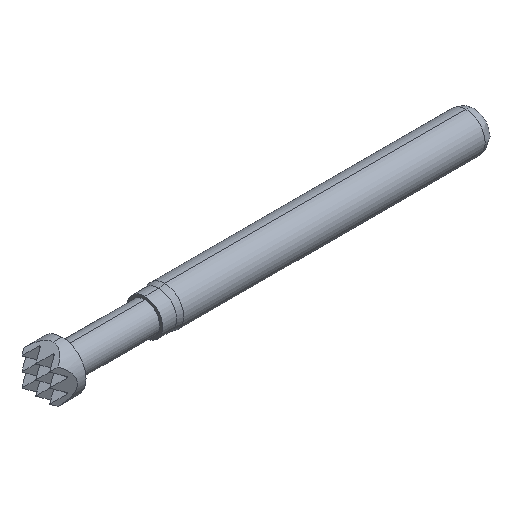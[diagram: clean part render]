
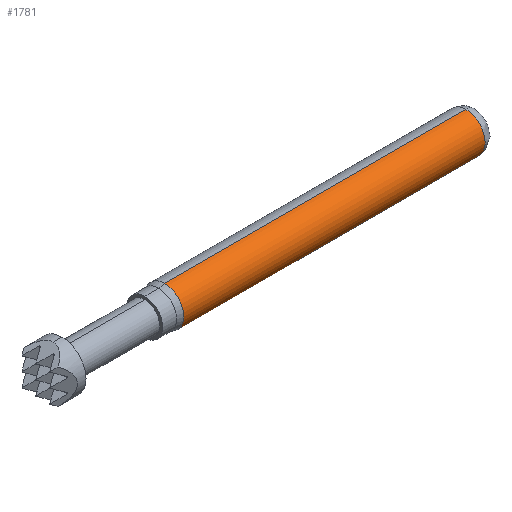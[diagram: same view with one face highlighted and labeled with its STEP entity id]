
A CAD part, isometric view. The second image highlights one B-rep face of the part: STEP entity #1781.
In plain terms, the highlighted cylindrical face has radius 1.581 mm (diameter 3.162 mm), a partial arc.
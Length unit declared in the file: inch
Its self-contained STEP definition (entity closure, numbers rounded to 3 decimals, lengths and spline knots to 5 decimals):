
#87 = CARTESIAN_POINT ( 'NONE',  ( 0., 0., 0.06225 ) ) ;
#117 = EDGE_CURVE ( 'NONE', #405, #1901, #1303, .T. ) ;
#167 = VECTOR ( 'NONE', #2450, 39.37008 ) ;
#299 = CARTESIAN_POINT ( 'NONE',  ( 1.03542, 0., 0. ) ) ;
#405 = VERTEX_POINT ( 'NONE', #2499 ) ;
#443 = CARTESIAN_POINT ( 'NONE',  ( 0.06341, 0., 0.06225 ) ) ;
#466 = VERTEX_POINT ( 'NONE', #443 ) ;
#478 = AXIS2_PLACEMENT_3D ( 'NONE', #299, #1714, #503 ) ;
#486 = CIRCLE ( 'NONE', #1055, 0.06225 ) ;
#503 = DIRECTION ( 'NONE',  ( 0., 0., -1. ) ) ;
#533 = DIRECTION ( 'NONE',  ( 1., 0., 0. ) ) ;
#592 = CARTESIAN_POINT ( 'NONE',  ( 0., 0., -0.06225 ) ) ;
#627 = CARTESIAN_POINT ( 'NONE',  ( 0.06341, 0., -0.06225 ) ) ;
#717 = DIRECTION ( 'NONE',  ( 1., 0., 0. ) ) ;
#822 = DIRECTION ( 'NONE',  ( 1., 0., 0. ) ) ;
#838 = DIRECTION ( 'NONE',  ( 0., 0., -1. ) ) ;
#912 = LINE ( 'NONE', #592, #167 ) ;
#1055 = AXIS2_PLACEMENT_3D ( 'NONE', #1430, #717, #2570 ) ;
#1095 = AXIS2_PLACEMENT_3D ( 'NONE', #2058, #822, #838 ) ;
#1237 = ORIENTED_EDGE ( 'NONE', *, *, #1287, .T. ) ;
#1279 = CARTESIAN_POINT ( 'NONE',  ( 1.03542, 0., 0.06225 ) ) ;
#1287 = EDGE_CURVE ( 'NONE', #466, #1779, #486, .T. ) ;
#1303 = CIRCLE ( 'NONE', #478, 0.06225 ) ;
#1311 = EDGE_CURVE ( 'NONE', #466, #1901, #2298, .T. ) ;
#1430 = CARTESIAN_POINT ( 'NONE',  ( 0.06341, 0., 0. ) ) ;
#1585 = CYLINDRICAL_SURFACE ( 'NONE', #1095, 0.06225 ) ;
#1595 = EDGE_CURVE ( 'NONE', #1779, #405, #912, .T. ) ;
#1619 = VECTOR ( 'NONE', #533, 39.37008 ) ;
#1668 = ORIENTED_EDGE ( 'NONE', *, *, #1595, .T. ) ;
#1714 = DIRECTION ( 'NONE',  ( -1., 0., 0. ) ) ;
#1716 = FACE_OUTER_BOUND ( 'NONE', #1764, .T. ) ;
#1764 = EDGE_LOOP ( 'NONE', ( #2556, #1237, #1668, #2000 ) ) ;
#1779 = VERTEX_POINT ( 'NONE', #627 ) ;
#1781 = ADVANCED_FACE ( 'NONE', ( #1716 ), #1585, .T. ) ;
#1901 = VERTEX_POINT ( 'NONE', #1279 ) ;
#2000 = ORIENTED_EDGE ( 'NONE', *, *, #117, .T. ) ;
#2058 = CARTESIAN_POINT ( 'NONE',  ( 0., 0., 0. ) ) ;
#2298 = LINE ( 'NONE', #87, #1619 ) ;
#2450 = DIRECTION ( 'NONE',  ( 1., 0., 0. ) ) ;
#2499 = CARTESIAN_POINT ( 'NONE',  ( 1.03542, 0., -0.06225 ) ) ;
#2556 = ORIENTED_EDGE ( 'NONE', *, *, #1311, .F. ) ;
#2570 = DIRECTION ( 'NONE',  ( 0., 0., -1. ) ) ;
